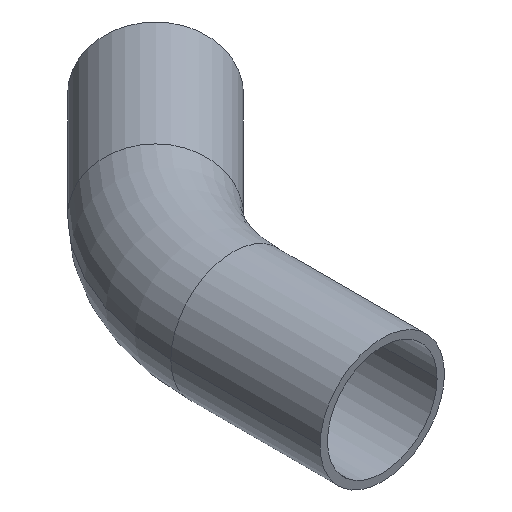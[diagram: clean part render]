
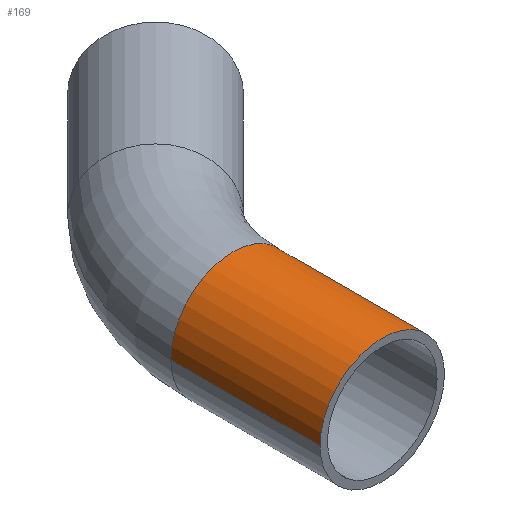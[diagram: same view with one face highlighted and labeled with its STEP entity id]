
A CAD part, isometric view. The second image highlights one B-rep face of the part: STEP entity #169.
In plain terms, the highlighted cylindrical face has radius 62.5 mm (diameter 125 mm), a partial arc.
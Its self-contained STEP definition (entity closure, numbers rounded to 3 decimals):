
#87 = EDGE_CURVE( '', #181, #147, #222, .T. );
#115 = EDGE_CURVE( '', #117, #181, #256, .T. );
#117 = VERTEX_POINT( '', #258 );
#121 = EDGE_CURVE( '', #147, #131, #262, .T. );
#131 = VERTEX_POINT( '', #274 );
#139 = EDGE_CURVE( '', #117, #131, #283, .T. );
#147 = VERTEX_POINT( '', #291 );
#169 = ADVANCED_FACE( '', ( #314 ), #315, .T. );
#181 = VERTEX_POINT( '', #327 );
#222 = CIRCLE( '', #363, 62.5 );
#256 = LINE( '', #404, #405 );
#258 = CARTESIAN_POINT( '', ( 62.5, 0., 0. ) );
#262 = LINE( '', #414, #415 );
#274 = CARTESIAN_POINT( '', ( -62.5, 0., 0. ) );
#283 = CIRCLE( '', #439, 62.5 );
#291 = CARTESIAN_POINT( '', ( -62.5, 150., 0. ) );
#314 = FACE_OUTER_BOUND( '', #478, .T. );
#315 = CYLINDRICAL_SURFACE( '', #479, 62.5 );
#327 = CARTESIAN_POINT( '', ( 62.5, 150., 0. ) );
#363 = AXIS2_PLACEMENT_3D( '', #534, #535, #536 );
#404 = CARTESIAN_POINT( '', ( 62.5, 75., 0. ) );
#405 = VECTOR( '', #590, 1. );
#414 = CARTESIAN_POINT( '', ( -62.5, 75., 0. ) );
#415 = VECTOR( '', #592, 1. );
#439 = AXIS2_PLACEMENT_3D( '', #623, #624, #625 );
#478 = EDGE_LOOP( '', ( #659, #660, #661, #662 ) );
#479 = AXIS2_PLACEMENT_3D( '', #663, #664, #665 );
#534 = CARTESIAN_POINT( '', ( 0., 150., 0. ) );
#535 = DIRECTION( '', ( 0., -1., 0. ) );
#536 = DIRECTION( '', ( -1., 0., 0. ) );
#590 = DIRECTION( '', ( 0., 1., 0. ) );
#592 = DIRECTION( '', ( 0., -1., 0. ) );
#623 = CARTESIAN_POINT( '', ( 0., 0., 0. ) );
#624 = DIRECTION( '', ( 0., -1., 0. ) );
#625 = DIRECTION( '', ( -1., 0., 0. ) );
#659 = ORIENTED_EDGE( '', *, *, #121, .T. );
#660 = ORIENTED_EDGE( '', *, *, #139, .F. );
#661 = ORIENTED_EDGE( '', *, *, #115, .T. );
#662 = ORIENTED_EDGE( '', *, *, #87, .T. );
#663 = CARTESIAN_POINT( '', ( 0., 75., 0. ) );
#664 = DIRECTION( '', ( 0., 1., 0. ) );
#665 = DIRECTION( '', ( -1., 0., 0. ) );
